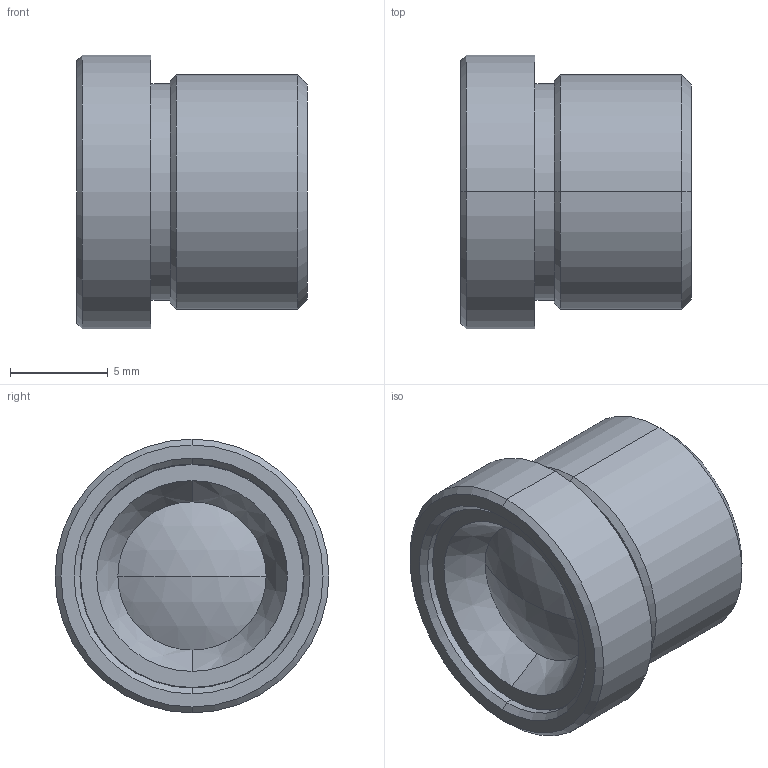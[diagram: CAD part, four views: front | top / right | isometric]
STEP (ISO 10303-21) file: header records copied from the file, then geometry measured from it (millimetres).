
FILE_DESCRIPTION (( 'STEP AP203' ), '1' );
FILE_NAME ('VA-LM12-10MP-12MM-F2.5-015.STEP', '2024-12-30T08:42:03', ( 'Windows User' ), ( 'P R C' ), 'SwSTEP 2.0', 'SolidWorks 2020', '' );
FILE_SCHEMA (( 'CONFIG_CONTROL_DESIGN' ));
Length unit declared in the file: millimetre
Products named in the file (1): VA-LM12-10MP-12MM-F2.5-015
Bounding box: 11.8 x 14 x 14 mm (x, y, z)
Volume: 1284.5 mm3; surface area: 846.3 mm2
Topology: 1 solids, 1 shells, 33 faces, 68 edges, 42 vertices
Faces by surface type: cone 14, cylinder 10, plane 5, sphere 4
Entity records: 963 total; most frequent: DIRECTION 180, CARTESIAN_POINT 144, ORIENTED_EDGE 136, AXIS2_PLACEMENT_3D 78, EDGE_CURVE 68, CIRCLE 44, VERTEX_POINT 42, EDGE_LOOP 38
